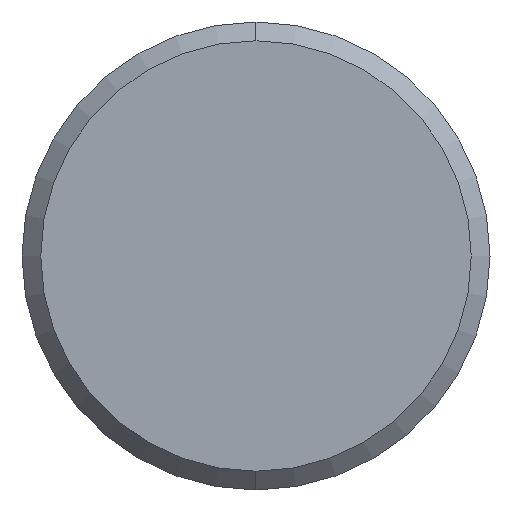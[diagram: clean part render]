
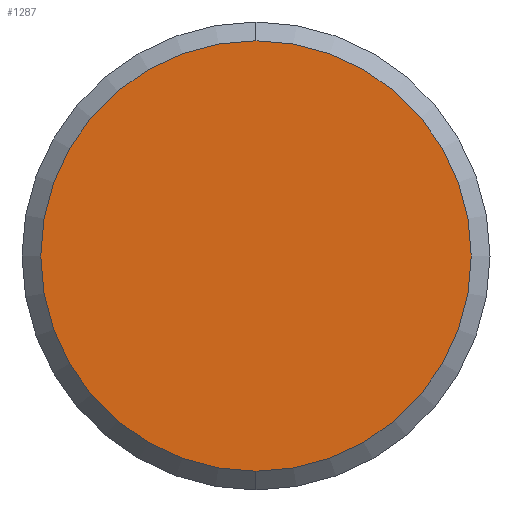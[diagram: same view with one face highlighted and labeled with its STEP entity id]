
A CAD part, left-side view. The second image highlights one B-rep face of the part: STEP entity #1287.
In plain terms, the highlighted planar face has unit normal (-1, 0, 0).
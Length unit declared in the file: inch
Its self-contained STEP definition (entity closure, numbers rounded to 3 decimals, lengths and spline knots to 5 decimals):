
#105 = CARTESIAN_POINT ( 'NONE',  ( 0., 0., 0.11485 ) ) ;
#372 = CARTESIAN_POINT ( 'NONE',  ( 0., 0., 0. ) ) ;
#539 = CARTESIAN_POINT ( 'NONE',  ( 0., 0., 0. ) ) ;
#582 = AXIS2_PLACEMENT_3D ( 'NONE', #372, #1510, #1164 ) ;
#963 = ORIENTED_EDGE ( 'NONE', *, *, #3308, .T. ) ;
#970 = DIRECTION ( 'NONE',  ( 1., 0., 0. ) ) ;
#1164 = DIRECTION ( 'NONE',  ( 0., 0., -1. ) ) ;
#1287 = ADVANCED_FACE ( 'NONE', ( #2918 ), #1879, .F. ) ;
#1510 = DIRECTION ( 'NONE',  ( -1., 0., 0. ) ) ;
#1623 = CIRCLE ( 'NONE', #2956, 0.11485 ) ;
#1722 = ORIENTED_EDGE ( 'NONE', *, *, #2588, .T. ) ;
#1879 = PLANE ( 'NONE',  #2171 ) ;
#2028 = CARTESIAN_POINT ( 'NONE',  ( 0., 0., -0.11485 ) ) ;
#2079 = DIRECTION ( 'NONE',  ( 0., 0., -1. ) ) ;
#2171 = AXIS2_PLACEMENT_3D ( 'NONE', #539, #970, #2291 ) ;
#2291 = DIRECTION ( 'NONE',  ( 0., 0., -1. ) ) ;
#2310 = CARTESIAN_POINT ( 'NONE',  ( 0., 0., 0. ) ) ;
#2474 = VERTEX_POINT ( 'NONE', #105 ) ;
#2536 = CIRCLE ( 'NONE', #582, 0.11485 ) ;
#2588 = EDGE_CURVE ( 'NONE', #2474, #3245, #1623, .T. ) ;
#2918 = FACE_OUTER_BOUND ( 'NONE', #3141, .T. ) ;
#2956 = AXIS2_PLACEMENT_3D ( 'NONE', #2310, #3118, #2079 ) ;
#3118 = DIRECTION ( 'NONE',  ( -1., 0., 0. ) ) ;
#3141 = EDGE_LOOP ( 'NONE', ( #963, #1722 ) ) ;
#3245 = VERTEX_POINT ( 'NONE', #2028 ) ;
#3308 = EDGE_CURVE ( 'NONE', #3245, #2474, #2536, .T. ) ;
